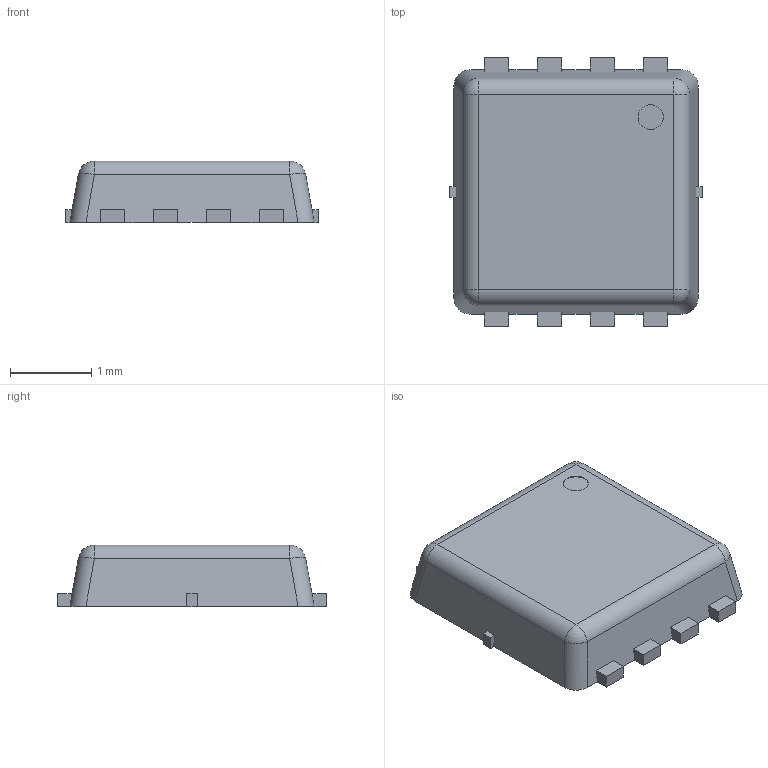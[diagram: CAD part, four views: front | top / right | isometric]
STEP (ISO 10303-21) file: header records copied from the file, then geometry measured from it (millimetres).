
FILE_DESCRIPTION (( 'STEP AP214' ), '1' );
FILE_NAME ('PDFNWB-8_L3.0-W3.0-P0.65.STEP', '2022-11-14T01:22:55', ( '' ), ( '' ), 'SwSTEP 2.0', 'SolidWorks 2019', '' );
FILE_SCHEMA (( 'AUTOMOTIVE_DESIGN' ));
Length unit declared in the file: millimetre
Products named in the file (1): PDFNWB-8_L3.0-W3.0-P0.65
Bounding box: 3.1 x 3.3 x 0.76 mm (x, y, z)
Volume: 6.2 mm3; surface area: 25.8 mm2
Topology: 1 solids, 1 shells, 105 faces, 298 edges, 192 vertices
Faces by surface type: plane 91, cylinder 10, sphere 4
Entity records: 3617 total; most frequent: CARTESIAN_POINT 604, ORIENTED_EDGE 588, DIRECTION 518, EDGE_CURVE 294, LINE 274, VECTOR 274, VERTEX_POINT 192, AXIS2_PLACEMENT_3D 122
